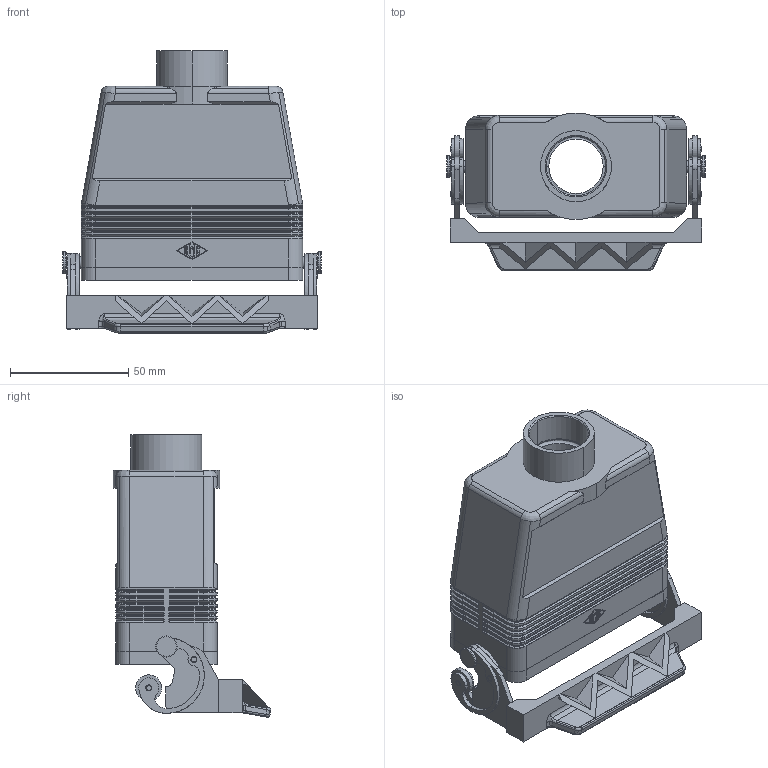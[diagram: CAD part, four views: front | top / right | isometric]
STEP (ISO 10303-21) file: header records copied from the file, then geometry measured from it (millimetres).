
FILE_DESCRIPTION((''),'2;1');
FILE_NAME('MMAV 06 LG25.stp','2006-12-21T11:28:28',('gembarski'),(''),'Autodesk Inventor 7','Autodesk Inventor 7','');
FILE_SCHEMA(('AUTOMOTIVE_DESIGN { 1 0 10303 214 1 1 1 1 }'));
Length unit declared in the file: millimetre
Products named in the file (1): MMAV 06 LG25
Bounding box: 109.5 x 66.59 x 119.37 mm (x, y, z)
Volume: 105526.9 mm3; surface area: 61253.7 mm2
Topology: 1 solids, 3 shells, 947 faces, 2356 edges, 1430 vertices
Faces by surface type: cylinder 324, bspline 313, plane 222, torus 60, cone 28
Entity records: 33857 total; most frequent: CARTESIAN_POINT 11627, DIRECTION 4738, ORIENTED_EDGE 4684, EDGE_CURVE 2342, AXIS2_PLACEMENT_3D 1785, VERTEX_POINT 1430, VECTOR 1168, LINE 1168
